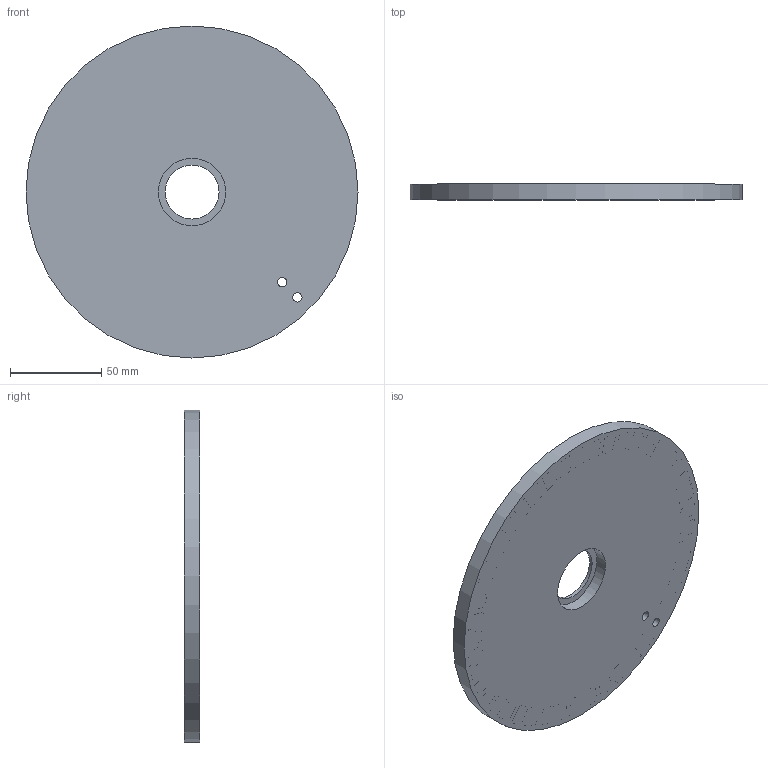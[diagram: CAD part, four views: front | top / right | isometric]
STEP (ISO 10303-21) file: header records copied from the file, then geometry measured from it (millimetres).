
FILE_DESCRIPTION(/* description */ (''),/* implementation_level */ '2;1');
FILE_NAME(/* name */ 'manual-parts v34.step',/* time_stamp */ '2021-02-13T17:49:32+11:00',/* author */ (''),/* organization */ (''),/* preprocessor_version */ 'ST-DEVELOPER v18.1',/* originating_system */ 'Autodesk Translation Framework v9.7.0.1280',/* authorisation */ '');
FILE_SCHEMA (('AUTOMOTIVE_DESIGN { 1 0 10303 214 3 1 1 }'));
Length unit declared in the file: millimetre
Products named in the file (2): manual-parts; Revision2
Assembly tree (1 placements, depth 2):
  manual-parts
    Revision2
Bounding box: 182 x 8.6 x 182 mm (x, y, z)
Volume: 70561.1 mm3; surface area: 81152.1 mm2
Topology: 1 solids, 1 shells, 494 faces, 1335 edges, 890 vertices
Faces by surface type: plane 224, cylinder 95, cone 88, bspline 87
Full cylindrical faces by diameter (mm): 5 x2, 29.6 x1, 37 x1, 39.8 x1, 116.6 x1, 182 x1
Entity records: 17092 total; most frequent: CARTESIAN_POINT 6134, ORIENTED_EDGE 2670, DIRECTION 1739, EDGE_CURVE 1335, VERTEX_POINT 890, AXIS2_PLACEMENT_3D 644, EDGE_LOOP 547, FACE_OUTER_BOUND 494
